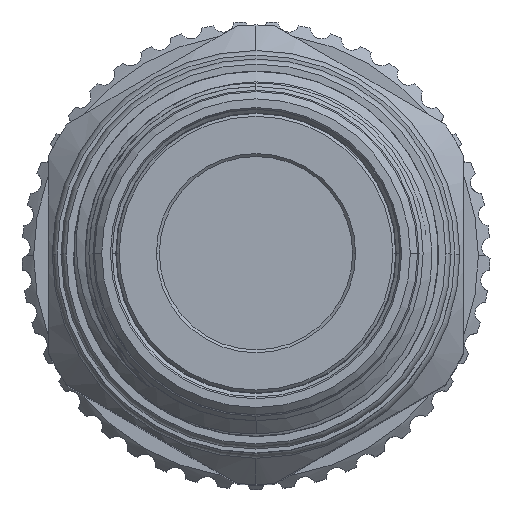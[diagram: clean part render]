
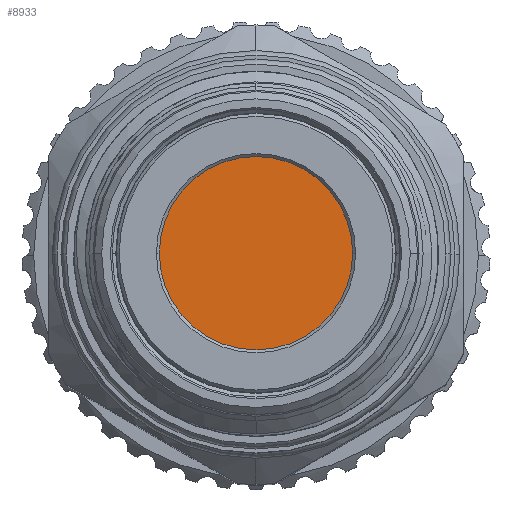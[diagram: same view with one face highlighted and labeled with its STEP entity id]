
A CAD part, top view. The second image highlights one B-rep face of the part: STEP entity #8933.
In plain terms, the highlighted planar face has unit normal (0, 0, 1).
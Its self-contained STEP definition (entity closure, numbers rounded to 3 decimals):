
#166 = DIRECTION ( 'NONE',  ( 1., 0., 0. ) ) ;
#1525 = AXIS2_PLACEMENT_3D ( 'NONE', #26541, #22100, #166 ) ;
#1855 = DIRECTION ( 'NONE',  ( 1., 0., 0. ) ) ;
#2068 = ORIENTED_EDGE ( 'NONE', *, *, #7894, .F. ) ;
#2270 = AXIS2_PLACEMENT_3D ( 'NONE', #14768, #14868, #1855 ) ;
#3576 = FACE_OUTER_BOUND ( 'NONE', #23682, .T. ) ;
#5617 = AXIS2_PLACEMENT_3D ( 'NONE', #12866, #8497, #17175 ) ;
#6917 = CARTESIAN_POINT ( 'NONE',  ( -6.65, 0., 102.12 ) ) ;
#7894 = EDGE_CURVE ( 'NONE', #26722, #9441, #26527, .T. ) ;
#8497 = DIRECTION ( 'NONE',  ( 0., 0., 1. ) ) ;
#8933 = ADVANCED_FACE ( 'NONE', ( #3576 ), #10519, .T. ) ;
#9441 = VERTEX_POINT ( 'NONE', #6917 ) ;
#10519 = PLANE ( 'NONE',  #5617 ) ;
#11279 = CIRCLE ( 'NONE', #1525, 6.65 ) ;
#12866 = CARTESIAN_POINT ( 'NONE',  ( 0., 0., 102.12 ) ) ;
#14768 = CARTESIAN_POINT ( 'NONE',  ( 0., 0., 102.12 ) ) ;
#14868 = DIRECTION ( 'NONE',  ( 0., 0., -1. ) ) ;
#17175 = DIRECTION ( 'NONE',  ( 1., 0., 0. ) ) ;
#17861 = EDGE_CURVE ( 'NONE', #9441, #26722, #11279, .T. ) ;
#22100 = DIRECTION ( 'NONE',  ( 0., 0., -1. ) ) ;
#22819 = CARTESIAN_POINT ( 'NONE',  ( 6.65, 0., 102.12 ) ) ;
#23485 = ORIENTED_EDGE ( 'NONE', *, *, #17861, .F. ) ;
#23682 = EDGE_LOOP ( 'NONE', ( #23485, #2068 ) ) ;
#26527 = CIRCLE ( 'NONE', #2270, 6.65 ) ;
#26541 = CARTESIAN_POINT ( 'NONE',  ( 0., 0., 102.12 ) ) ;
#26722 = VERTEX_POINT ( 'NONE', #22819 ) ;
